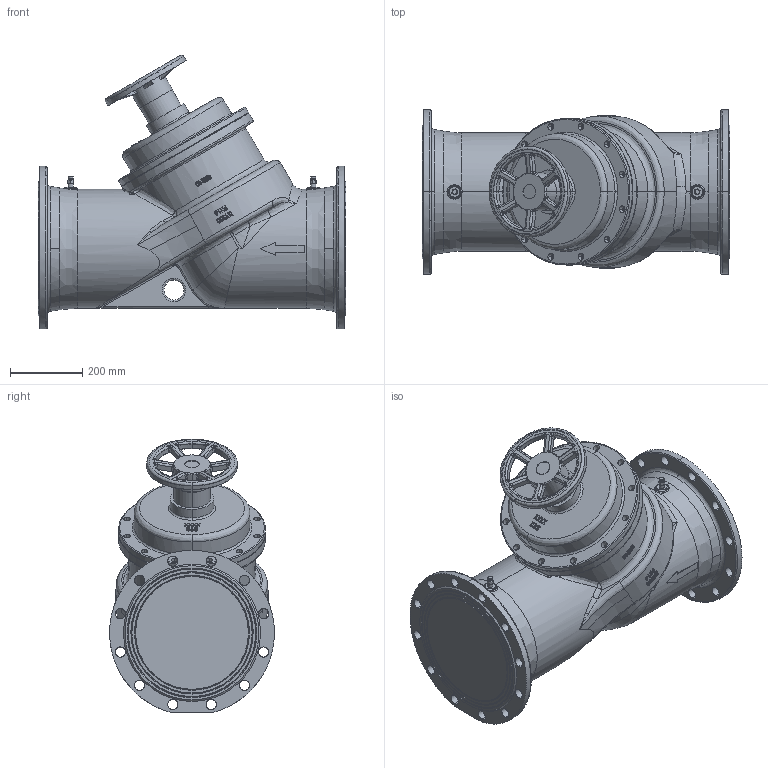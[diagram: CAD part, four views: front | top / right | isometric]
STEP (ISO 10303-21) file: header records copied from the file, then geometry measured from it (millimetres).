
FILE_DESCRIPTION(('CATIA V5 STEP Exchange','CAx-IF Rec.Pracs.--- Model Styling and Organization---1.4--- 2014-01-23','CAx-IF Rec.Pracs.---3D Tessellated Data Validation Properties---0.5---2014-09-14'),'2;1');
FILE_NAME('STEP_130303_-_TST.stp','2021-10-25T11:56:01+00:00',('none'),('none'),'CATIA Version 5-6 Release 2019 SP3','CATIA V5 STEP AP242 v1','none');
FILE_SCHEMA(('AP242_MANAGED_MODEL_BASED_3D_ENGINEERING_MIM_LF {1 0 10303 442 1 1 4}'));
Products named in the file (1): 130303 - TST
Bounding box: 850 x 454.99 x 755.95 mm (x, y, z)
Volume: 98962220.2 mm3; surface area: 2049592.1 mm2
Topology: 1 solids, 4 shells, 2028 faces, 8415 edges, 6439 vertices
Faces by surface type: bspline 1414, cylinder 286, plane 282, cone 46
Entity records: 136055 total; most frequent: CARTESIAN_POINT 84853, ORIENTED_EDGE 16700, EDGE_CURVE 8350, VERTEX_POINT 6412, B_SPLINE_CURVE_WITH_KNOTS 5478, DIRECTION 2456, EDGE_LOOP 2214, ADVANCED_FACE 2027
